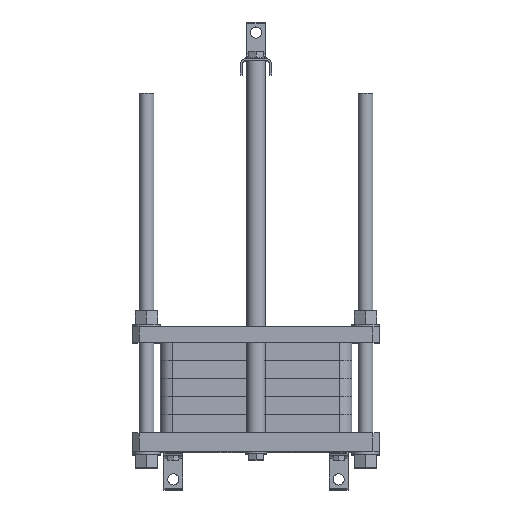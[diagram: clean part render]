
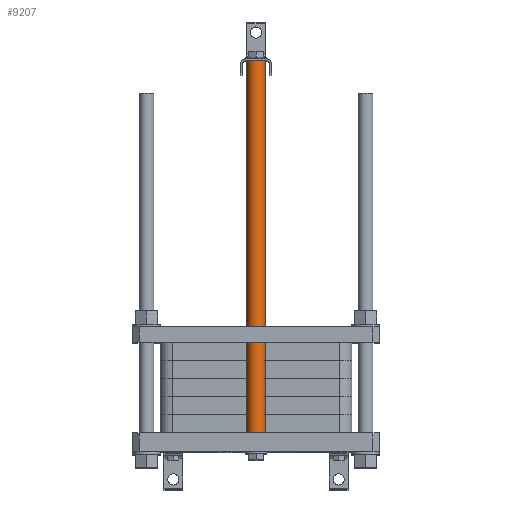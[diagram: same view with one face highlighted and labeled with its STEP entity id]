
A CAD part, top view. The second image highlights one B-rep face of the part: STEP entity #9207.
In plain terms, the highlighted cylindrical face has radius 15 mm (diameter 30 mm), a full revolution.
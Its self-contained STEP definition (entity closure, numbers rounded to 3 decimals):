
#2824=FACE_BOUND('',#3738,.T.);
#3059=CYLINDRICAL_SURFACE('',#9720,15.);
#3257=FACE_OUTER_BOUND('',#3737,.T.);
#3737=EDGE_LOOP('',(#6990));
#3738=EDGE_LOOP('',(#6991));
#4357=CIRCLE('',#9633,15.);
#4391=CIRCLE('',#9721,15.);
#4867=VERTEX_POINT('',#13540);
#4949=VERTEX_POINT('',#13799);
#5637=EDGE_CURVE('',#4867,#4867,#4357,.T.);
#5760=EDGE_CURVE('',#4949,#4949,#4391,.T.);
#6990=ORIENTED_EDGE('',*,*,#5637,.T.);
#6991=ORIENTED_EDGE('',*,*,#5760,.F.);
#9207=ADVANCED_FACE('',(#3257,#2824),#3059,.T.);
#9633=AXIS2_PLACEMENT_3D('',#13541,#10649,#10650);
#9720=AXIS2_PLACEMENT_3D('',#13798,#10912,#10913);
#9721=AXIS2_PLACEMENT_3D('',#13800,#10914,#10915);
#10649=DIRECTION('center_axis',(0.,-1.,0.));
#10650=DIRECTION('ref_axis',(-1.,0.,0.));
#10912=DIRECTION('center_axis',(0.,1.,0.));
#10913=DIRECTION('ref_axis',(-1.,0.,0.));
#10914=DIRECTION('center_axis',(0.,-1.,0.));
#10915=DIRECTION('ref_axis',(-1.,0.,0.));
#13540=CARTESIAN_POINT('',(15.,597.,885.5));
#13541=CARTESIAN_POINT('Origin',(0.,597.,885.5));
#13798=CARTESIAN_POINT('Origin',(0.,0.,
885.5));
#13799=CARTESIAN_POINT('',(15.,0.,885.5));
#13800=CARTESIAN_POINT('Origin',(0.,0.,
885.5));
